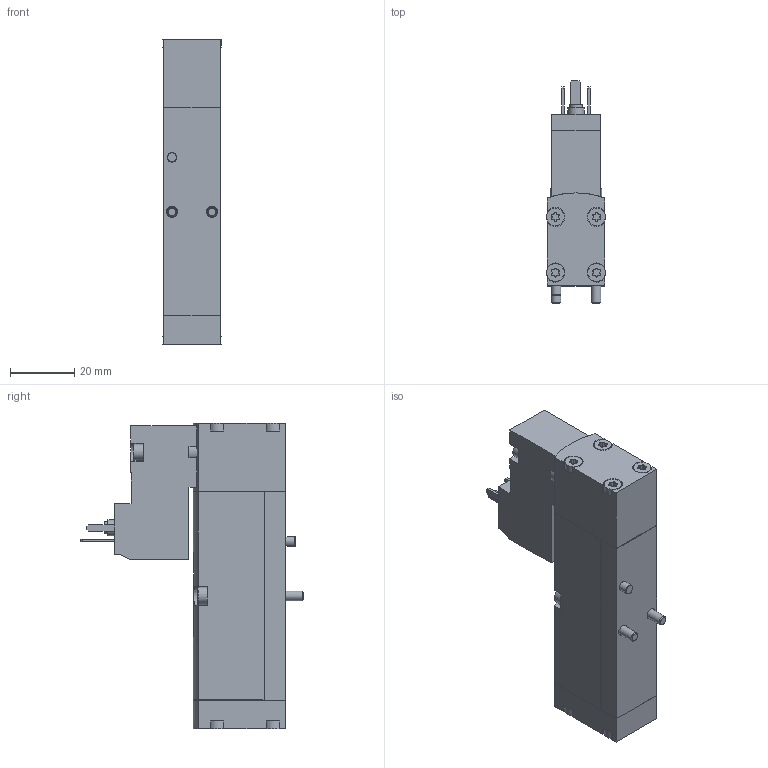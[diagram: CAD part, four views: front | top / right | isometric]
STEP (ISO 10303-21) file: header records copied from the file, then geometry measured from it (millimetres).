
FILE_DESCRIPTION(/* description */ ('STEP AP214'),/* implementation_level */ '2;1');
FILE_NAME(/* name */ '547239_VSVA-B-M52-AZH-A2-3AC1',/* time_stamp */ '2024-09-17T07:19:57+02:00',/* author */ ('License CC BY-ND 4.0'),/* organization */ ('CADENAS'),/* preprocessor_version */ 'ST-DEVELOPER v19.3',/* originating_system */ 'PARTsolutions',/* authorisation */ ' ');
FILE_SCHEMA (('AUTOMOTIVE_DESIGN {1 0 10303 214 3 1 1}'));
Length unit declared in the file: millimetre
Products named in the file (1): 547239 VSVA-B-M52-AZH-A2-3AC1
Bounding box: 18.4 x 69.5 x 95.4 mm (x, y, z)
Volume: 61585.2 mm3; surface area: 15569.1 mm2
Topology: 1 solids, 1 shells, 307 faces, 809 edges, 531 vertices
Faces by surface type: plane 162, cylinder 137, cone 8
Full cylindrical faces by diameter (mm): 2.013 x1, 2.5 x1, 3 x3, 3.5 x2, 3.8 x1, 4.8 x1, 5 x3, 5.5 x10
Entity records: 11450 total; most frequent: DIRECTION 1654, CARTESIAN_POINT 1654, ORIENTED_EDGE 1526, EDGE_CURVE 763, AXIS2_PLACEMENT_3D 599, VERTEX_POINT 515, LINE 456, VECTOR 456
